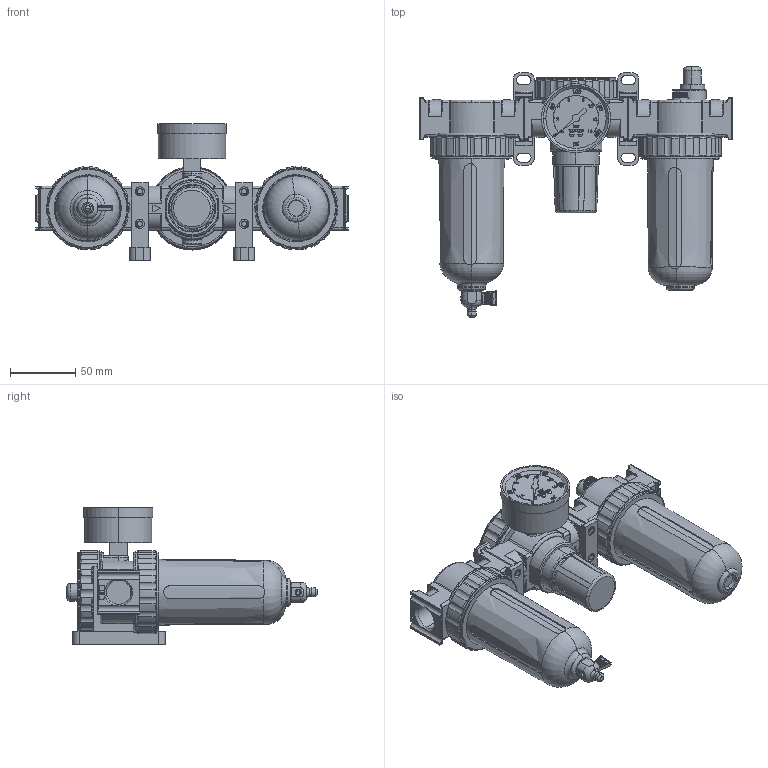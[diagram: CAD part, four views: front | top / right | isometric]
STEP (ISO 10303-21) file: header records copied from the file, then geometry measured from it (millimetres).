
FILE_DESCRIPTION (( 'STEP AP214' ), '1' );
FILE_NAME ('C89.STEP', '2021-11-16T09:00:39', ( 'User' ), ( '' ), 'SwSTEP 2.0', 'SolidWorks 2014', '' );
FILE_SCHEMA (( 'AUTOMOTIVE_DESIGN' ));
Length unit declared in the file: millimetre
Products named in the file (50): L8013; L8015; L8001; L50調油螺絲; R89(C89); 2-埋入式壓力錶; R8016; R8010; R8002; 內六角螺栓; R8901(4分); F8003; C8044; F8004; F89; F8001; F8002; F5012; L89; F5010; C89; L8016
Assembly tree (32 placements, depth 3):
  L8001
  L50調油螺絲
  2-埋入式壓力錶
  R8016
  R8010
Bounding box: 240 x 192.06 x 105 mm (x, y, z)
Volume: 485547.7 mm3; surface area: 293682.5 mm2
Topology: 25 solids, 25 shells, 3246 faces, 8242 edges, 5155 vertices
Faces by surface type: plane 1321, cylinder 1049, bspline 407, torus 284, cone 136, sphere 49
Entity records: 119539 total; most frequent: CARTESIAN_POINT 46101, ORIENTED_EDGE 14708, DIRECTION 13315, EDGE_CURVE 7354, AXIS2_PLACEMENT_3D 4845, VERTEX_POINT 4663, VECTOR 3625, LINE 3625
